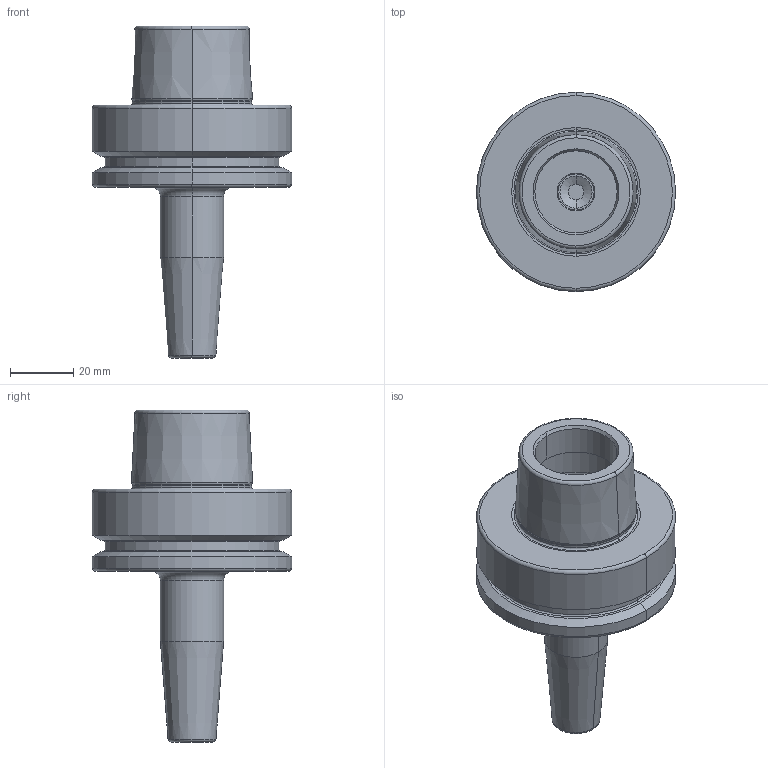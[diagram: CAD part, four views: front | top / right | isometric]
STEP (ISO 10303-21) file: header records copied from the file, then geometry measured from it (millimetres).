
FILE_DESCRIPTION((''),'2;1');
FILE_NAME('F63_70_04','2020-11-26T',('103090'),(''),'CREO PARAMETRIC BY PTC INC, 2016260','CREO PARAMETRIC BY PTC INC, 2016260','');
FILE_SCHEMA(('CONFIG_CONTROL_DESIGN'));
Length unit declared in the file: millimetre
Products named in the file (1): F63_70_04
Bounding box: 63 x 63 x 105 mm (x, y, z)
Volume: 95861.1 mm3; surface area: 22017.1 mm2
Topology: 1 solids, 1 shells, 76 faces, 150 edges, 84 vertices
Faces by surface type: torus 24, cylinder 22, cone 20, plane 10
Entity records: 2008 total; most frequent: DIRECTION 416, CARTESIAN_POINT 313, ORIENTED_EDGE 300, AXIS2_PLACEMENT_3D 187, EDGE_CURVE 150, CIRCLE 108, VERTEX_POINT 84, EDGE_LOOP 84
